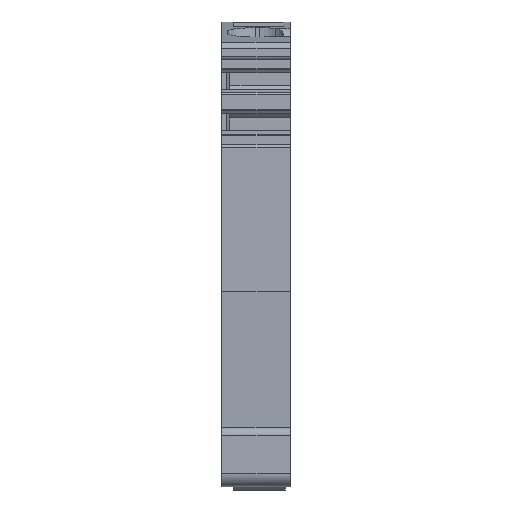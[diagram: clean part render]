
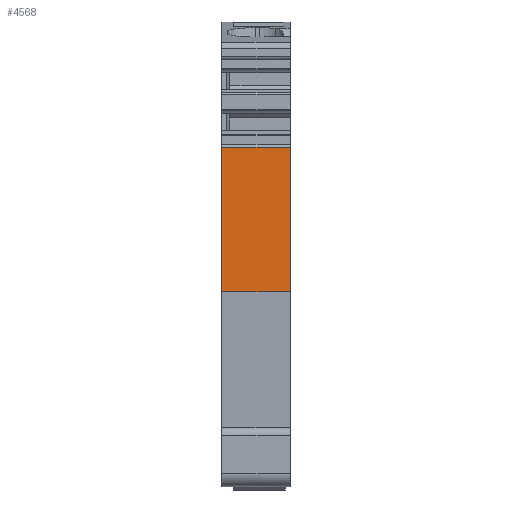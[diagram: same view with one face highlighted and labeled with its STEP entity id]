
A CAD part, front view. The second image highlights one B-rep face of the part: STEP entity #4568.
In plain terms, the highlighted planar face has unit normal (0, -1, 0).
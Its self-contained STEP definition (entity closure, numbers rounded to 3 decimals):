
#4548=AXIS2_PLACEMENT_3D('Plane Axis2P3D',#4545,#4546,#4547) ;
#1849=CARTESIAN_POINT('Vertex',(0.,2.236,14.81)) ;
#1852=CARTESIAN_POINT('Line Origine',(0.,2.236,20.194)) ;
#1856=CARTESIAN_POINT('Vertex',(0.,2.236,25.578)) ;
#4530=CARTESIAN_POINT('Vertex',(5.1,2.236,14.81)) ;
#4533=CARTESIAN_POINT('Line Origine',(2.55,2.236,14.81)) ;
#4545=CARTESIAN_POINT('Axis2P3D Location',(5.1,2.236,14.81)) ;
#4550=CARTESIAN_POINT('Line Origine',(5.1,2.236,20.194)) ;
#4554=CARTESIAN_POINT('Vertex',(5.1,2.236,25.578)) ;
#4557=CARTESIAN_POINT('Line Origine',(2.55,2.236,25.578)) ;
#1853=DIRECTION('Vector Direction',(0.,0.,1.)) ;
#4534=DIRECTION('Vector Direction',(1.,0.,0.)) ;
#4546=DIRECTION('Axis2P3D Direction',(0.,-1.,0.)) ;
#4547=DIRECTION('Axis2P3D XDirection',(1.,0.,0.)) ;
#4551=DIRECTION('Vector Direction',(0.,0.,1.)) ;
#4558=DIRECTION('Vector Direction',(-1.,0.,0.)) ;
#1854=VECTOR('Line Direction',#1853,1.) ;
#4535=VECTOR('Line Direction',#4534,1.) ;
#4552=VECTOR('Line Direction',#4551,1.) ;
#4559=VECTOR('Line Direction',#4558,1.) ;
#4563=ORIENTED_EDGE('',*,*,#4556,.T.) ;
#4564=ORIENTED_EDGE('',*,*,#4561,.T.) ;
#4565=ORIENTED_EDGE('',*,*,#1858,.F.) ;
#4566=ORIENTED_EDGE('',*,*,#4537,.T.) ;
#4568=ADVANCED_FACE('K\X2\00F6\X0\rper.3.2',(#4567),#4549,.T.) ;
#1858=EDGE_CURVE('',#1850,#1857,#1855,.T.) ;
#4537=EDGE_CURVE('',#1850,#4531,#4536,.T.) ;
#4556=EDGE_CURVE('',#4531,#4555,#4553,.T.) ;
#4561=EDGE_CURVE('',#4555,#1857,#4560,.T.) ;
#4562=EDGE_LOOP('',(#4563,#4564,#4565,#4566)) ;
#4567=FACE_OUTER_BOUND('',#4562,.T.) ;
#1855=LINE('Line',#1852,#1854) ;
#4536=LINE('Line',#4533,#4535) ;
#4553=LINE('Line',#4550,#4552) ;
#4560=LINE('Line',#4557,#4559) ;
#4549=PLANE('',#4548) ;
#1850=VERTEX_POINT('',#1849) ;
#1857=VERTEX_POINT('',#1856) ;
#4531=VERTEX_POINT('',#4530) ;
#4555=VERTEX_POINT('',#4554) ;
